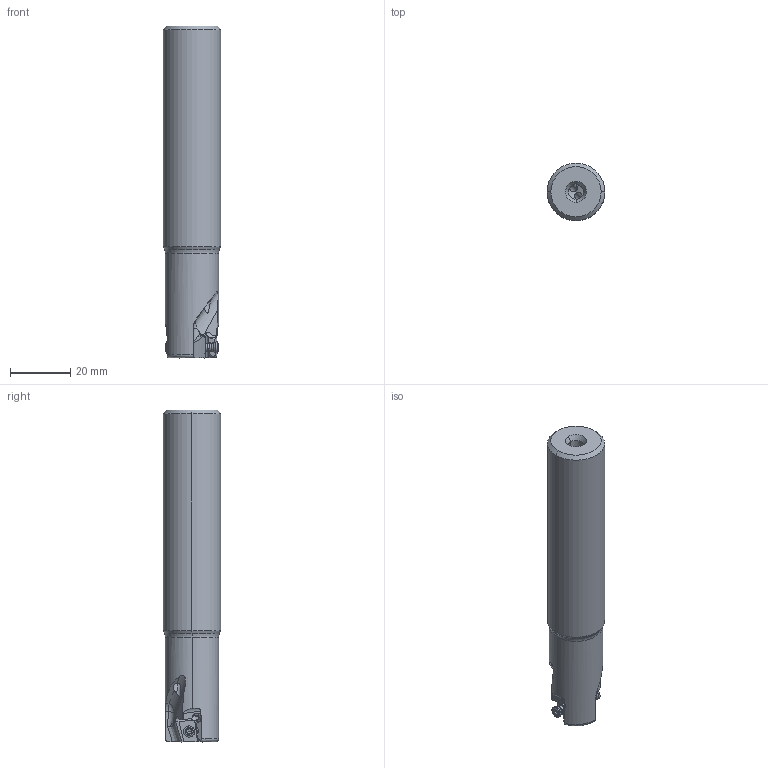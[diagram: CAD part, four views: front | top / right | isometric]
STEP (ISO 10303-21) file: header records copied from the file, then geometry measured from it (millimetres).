
FILE_DESCRIPTION(/* description */ (''),/* implementation_level */ '2;1');
FILE_NAME(/* name */ 'VPX200UR1202SA12S.stp',/* time_stamp */ '2021-09-08T11:38:51+09:00',/* author */ (''),/* organization */ (''),/* preprocessor_version */ 'ST-DEVELOPER v16',/* originating_system */ 'SIEMENS PLM Software NX 10.0',/* authorisation */ '');
FILE_SCHEMA (('AUTOMOTIVE_DESIGN { 1 0 10303 214 3 1 1 1 }'));
Length unit declared in the file: millimetre
Products named in the file (1): VPX200UR1202SA12S_ASM_ASM
Bounding box: 19.05 x 19.05 x 109.92 mm (x, y, z)
Volume: 27131.8 mm3; surface area: 8633.2 mm2
Topology: 3 solids, 3 shells, 221 faces, 601 edges, 387 vertices
Faces by surface type: cylinder 90, plane 59, cone 30, torus 18, bspline 12, extrusion 8, sphere 4
Entity records: 10211 total; most frequent: CARTESIAN_POINT 4694, ORIENTED_EDGE 1182, DIRECTION 1084, EDGE_CURVE 591, AXIS2_PLACEMENT_3D 435, VERTEX_POINT 382, EDGE_LOOP 233, ADVANCED_FACE 221
